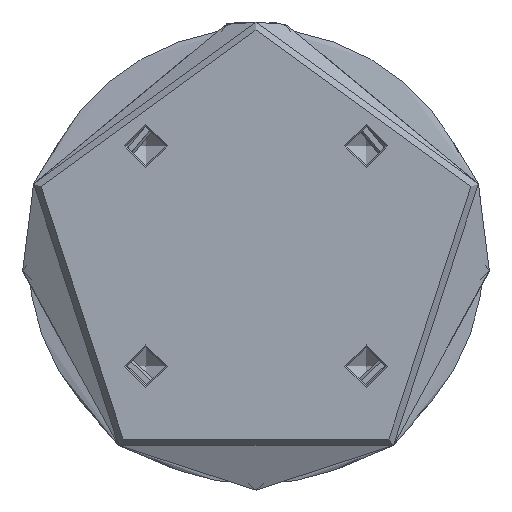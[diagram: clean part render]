
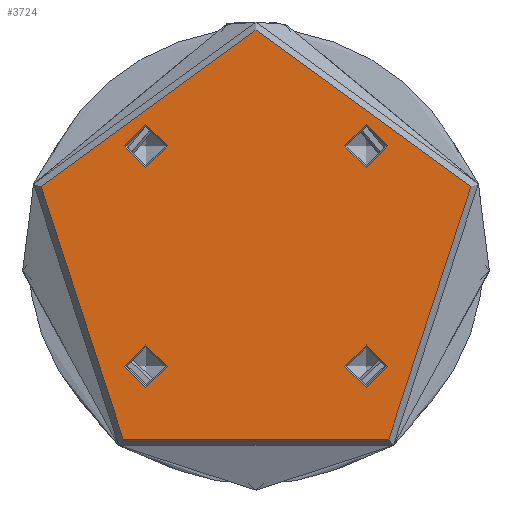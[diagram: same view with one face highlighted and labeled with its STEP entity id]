
A CAD part, front view. The second image highlights one B-rep face of the part: STEP entity #3724.
In plain terms, the highlighted face is planar.
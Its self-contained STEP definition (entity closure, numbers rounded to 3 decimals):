
#101 = AXIS2_PLACEMENT_3D ( 'NONE', #5168, #1968, #5688 ) ;
#190 = VERTEX_POINT ( 'NONE', #5297 ) ;
#217 = EDGE_CURVE ( 'NONE', #5628, #5628, #5384, .T. ) ;
#223 = CIRCLE ( 'NONE', #1670, 5.5 ) ;
#288 = DIRECTION ( 'NONE',  ( 0., 0., 1. ) ) ;
#368 = DIRECTION ( 'NONE',  ( -1., 0., 0. ) ) ;
#440 = FACE_BOUND ( 'NONE', #6137, .T. ) ;
#471 = CARTESIAN_POINT ( 'NONE',  ( -33.784, 28.284, 0. ) ) ;
#1186 = DIRECTION ( 'NONE',  ( 0., 0., 1. ) ) ;
#1208 = VERTEX_POINT ( 'NONE', #4218 ) ;
#1211 = EDGE_CURVE ( 'NONE', #1208, #1208, #223, .T. ) ;
#1651 = DIRECTION ( 'NONE',  ( 0., 0., -1. ) ) ;
#1670 = AXIS2_PLACEMENT_3D ( 'NONE', #3516, #288, #4051 ) ;
#1788 = VERTEX_POINT ( 'NONE', #3712 ) ;
#1829 = AXIS2_PLACEMENT_3D ( 'NONE', #4863, #1651, #5376 ) ;
#1871 = FACE_BOUND ( 'NONE', #5248, .T. ) ;
#1968 = DIRECTION ( 'NONE',  ( 0., 0., 1. ) ) ;
#2041 = FACE_BOUND ( 'NONE', #6145, .T. ) ;
#2138 = DIRECTION ( 'NONE',  ( 0., 0., -1. ) ) ;
#2183 = EDGE_LOOP ( 'NONE', ( #2693 ) ) ;
#2276 = AXIS2_PLACEMENT_3D ( 'NONE', #5681, #2469, #368 ) ;
#2469 = DIRECTION ( 'NONE',  ( 0., 0., -1. ) ) ;
#2616 = CIRCLE ( 'NONE', #1829, 5.5 ) ;
#2693 = ORIENTED_EDGE ( 'NONE', *, *, #217, .F. ) ;
#2878 = EDGE_CURVE ( 'NONE', #4970, #4970, #4810, .T. ) ;
#3176 = AXIS2_PLACEMENT_3D ( 'NONE', #5324, #2138, #5852 ) ;
#3230 = ORIENTED_EDGE ( 'NONE', *, *, #1211, .F. ) ;
#3309 = FACE_BOUND ( 'NONE', #2183, .T. ) ;
#3438 = AXIS2_PLACEMENT_3D ( 'NONE', #4409, #1186, #4933 ) ;
#3516 = CARTESIAN_POINT ( 'NONE',  ( -28.284, -28.284, 0. ) ) ;
#3712 = CARTESIAN_POINT ( 'NONE',  ( 58., 0., 0. ) ) ;
#3724 = ADVANCED_FACE ( 'NONE', ( #1871, #2041, #440, #3309, #4724 ), #6757, .F. ) ;
#3742 = EDGE_LOOP ( 'NONE', ( #5753 ) ) ;
#4051 = DIRECTION ( 'NONE',  ( -1., 0., 0. ) ) ;
#4218 = CARTESIAN_POINT ( 'NONE',  ( -33.784, -28.284, 0. ) ) ;
#4409 = CARTESIAN_POINT ( 'NONE',  ( 28.284, 28.284, 0. ) ) ;
#4558 = EDGE_CURVE ( 'NONE', #1788, #1788, #6261, .T. ) ;
#4724 = FACE_OUTER_BOUND ( 'NONE', #3742, .T. ) ;
#4810 = CIRCLE ( 'NONE', #3176, 5.5 ) ;
#4863 = CARTESIAN_POINT ( 'NONE',  ( 28.284, -28.284, 0. ) ) ;
#4933 = DIRECTION ( 'NONE',  ( 1., 0., 0. ) ) ;
#4970 = VERTEX_POINT ( 'NONE', #471 ) ;
#5168 = CARTESIAN_POINT ( 'NONE',  ( 0., 0., 0. ) ) ;
#5239 = CARTESIAN_POINT ( 'NONE',  ( 33.784, 28.284, 0. ) ) ;
#5248 = EDGE_LOOP ( 'NONE', ( #3230 ) ) ;
#5297 = CARTESIAN_POINT ( 'NONE',  ( 33.784, -28.284, 0. ) ) ;
#5324 = CARTESIAN_POINT ( 'NONE',  ( -28.284, 28.284, 0. ) ) ;
#5376 = DIRECTION ( 'NONE',  ( 1., 0., 0. ) ) ;
#5384 = CIRCLE ( 'NONE', #3438, 5.5 ) ;
#5497 = EDGE_CURVE ( 'NONE', #190, #190, #2616, .T. ) ;
#5628 = VERTEX_POINT ( 'NONE', #5239 ) ;
#5681 = CARTESIAN_POINT ( 'NONE',  ( 0., 0., 0. ) ) ;
#5688 = DIRECTION ( 'NONE',  ( 1., 0., 0. ) ) ;
#5753 = ORIENTED_EDGE ( 'NONE', *, *, #4558, .T. ) ;
#5821 = ORIENTED_EDGE ( 'NONE', *, *, #2878, .T. ) ;
#5852 = DIRECTION ( 'NONE',  ( -1., 0., 0. ) ) ;
#5913 = ORIENTED_EDGE ( 'NONE', *, *, #5497, .T. ) ;
#6137 = EDGE_LOOP ( 'NONE', ( #5821 ) ) ;
#6145 = EDGE_LOOP ( 'NONE', ( #5913 ) ) ;
#6261 = CIRCLE ( 'NONE', #101, 58. ) ;
#6757 = PLANE ( 'NONE',  #2276 ) ;
